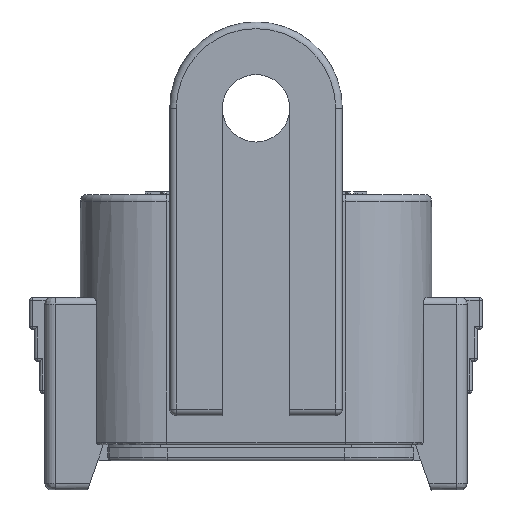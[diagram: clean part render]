
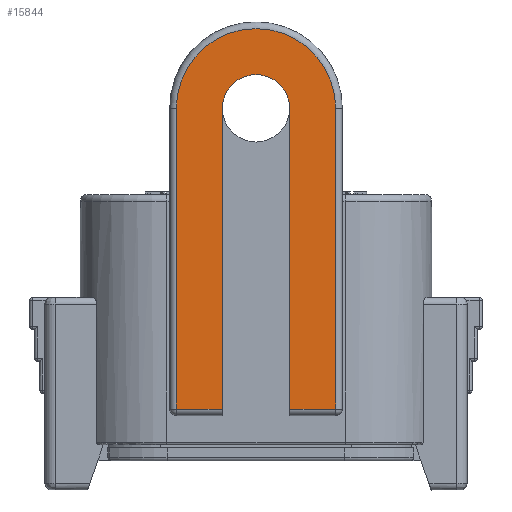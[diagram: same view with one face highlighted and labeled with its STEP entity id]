
A CAD part, left-side view. The second image highlights one B-rep face of the part: STEP entity #15844.
In plain terms, the highlighted planar face has unit normal (-1, 0, 0).
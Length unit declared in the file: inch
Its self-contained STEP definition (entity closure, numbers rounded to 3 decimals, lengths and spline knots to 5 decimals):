
#3086=DIRECTION('',(0.,0.,1.));
#3087=VECTOR('',#3086,0.89173);
#3088=CARTESIAN_POINT('',(-0.45728,-0.1,0.1063));
#3089=LINE('',#3088,#3087);
#3090=CARTESIAN_POINT('',(-0.45728,0.,0.99803));
#3091=DIRECTION('',(-1.,0.,0.));
#3092=DIRECTION('',(0.,-1.,0.));
#3093=AXIS2_PLACEMENT_3D('',#3090,#3091,#3092);
#3095=CARTESIAN_POINT('',(-0.45728,0.,0.99803));
#3096=DIRECTION('',(-1.,0.,0.));
#3097=DIRECTION('',(0.,0.,1.));
#3098=AXIS2_PLACEMENT_3D('',#3095,#3096,#3097);
#3100=DIRECTION('',(0.,0.,-1.));
#3101=VECTOR('',#3100,0.89173);
#3102=CARTESIAN_POINT('',(-0.45728,0.1,0.99803));
#3103=LINE('',#3102,#3101);
#3104=CARTESIAN_POINT('',(-0.45728,0.,0.99803));
#3105=DIRECTION('',(1.,0.,0.));
#3106=DIRECTION('',(0.,1.,0.));
#3107=AXIS2_PLACEMENT_3D('',#3104,#3105,#3106);
#3109=CARTESIAN_POINT('',(-0.45728,0.,0.99803));
#3110=DIRECTION('',(1.,0.,0.));
#3111=DIRECTION('',(0.,0.,1.));
#3112=AXIS2_PLACEMENT_3D('',#3109,#3110,#3111);
#3118=DIRECTION('',(0.,-1.,0.));
#3119=VECTOR('',#3118,0.13622);
#3120=CARTESIAN_POINT('',(-0.45728,0.23622,
0.1063));
#3121=LINE('',#3120,#3119);
#3153=DIRECTION('',(0.,0.,-1.));
#3154=VECTOR('',#3153,0.89173);
#3155=CARTESIAN_POINT('',(-0.45728,0.23622,
0.99803));
#3156=LINE('',#3155,#3154);
#3177=DIRECTION('',(0.,0.,1.));
#3178=VECTOR('',#3177,0.89173);
#3179=CARTESIAN_POINT('',(-0.45728,-0.23622,
0.1063));
#3180=LINE('',#3179,#3178);
#3200=DIRECTION('',(0.,-1.,0.));
#3201=VECTOR('',#3200,0.13622);
#3202=CARTESIAN_POINT('',(-0.45728,-0.1,0.1063));
#3203=LINE('',#3202,#3201);
#12127=CARTESIAN_POINT('',(-0.45728,0.1,0.1063));
#12128=VERTEX_POINT('',#12127);
#12129=CARTESIAN_POINT('',(-0.45728,0.1,0.99803));
#12130=VERTEX_POINT('',#12129);
#12857=CARTESIAN_POINT('',(-0.45728,-0.1,0.99803));
#12858=VERTEX_POINT('',#12857);
#12859=CARTESIAN_POINT('',(-0.45728,-0.1,0.1063));
#12860=VERTEX_POINT('',#12859);
#12865=CARTESIAN_POINT('',(-0.45728,0.,1.09803));
#12866=VERTEX_POINT('',#12865);
#12867=CARTESIAN_POINT('',(-0.45728,0.23622,
0.1063));
#12868=VERTEX_POINT('',#12867);
#12869=CARTESIAN_POINT('',(-0.45728,0.23622,
0.99803));
#12870=VERTEX_POINT('',#12869);
#12871=CARTESIAN_POINT('',(-0.45728,0.,1.23425));
#12872=VERTEX_POINT('',#12871);
#12873=CARTESIAN_POINT('',(-0.45728,-0.23622,
0.99803));
#12874=VERTEX_POINT('',#12873);
#12875=CARTESIAN_POINT('',(-0.45728,-0.23622,
0.1063));
#12876=VERTEX_POINT('',#12875);
#15821=CARTESIAN_POINT('',(-0.45728,0.,0.99803));
#15822=DIRECTION('',(-1.,0.,0.));
#15823=DIRECTION('',(0.,0.,1.));
#15824=AXIS2_PLACEMENT_3D('',#15821,#15822,#15823);
#15825=PLANE('',#15824);
#15826=ORIENTED_EDGE('',*,*,#15775,.T.);
#15827=ORIENTED_EDGE('',*,*,#15816,.T.);
#15828=ORIENTED_EDGE('',*,*,#15814,.T.);
#15829=ORIENTED_EDGE('',*,*,#15738,.T.);
#15831=ORIENTED_EDGE('',*,*,#15830,.F.);
#15833=ORIENTED_EDGE('',*,*,#15832,.F.);
#15835=ORIENTED_EDGE('',*,*,#15834,.T.);
#15837=ORIENTED_EDGE('',*,*,#15836,.T.);
#15839=ORIENTED_EDGE('',*,*,#15838,.F.);
#15841=ORIENTED_EDGE('',*,*,#15840,.F.);
#15842=EDGE_LOOP('',(#15826,#15827,#15828,#15829,#15831,#15833,#15835,#15837,
#15839,#15841));
#15843=FACE_OUTER_BOUND('',#15842,.F.);
#15844=ADVANCED_FACE('',(#15843),#15825,.T.);
#3094=CIRCLE('',#3093,0.1);
#3099=CIRCLE('',#3098,0.1);
#3108=CIRCLE('',#3107,0.23622);
#3113=CIRCLE('',#3112,0.23622);
#15738=EDGE_CURVE('',#12130,#12128,#3103,.T.);
#15775=EDGE_CURVE('',#12860,#12858,#3089,.T.);
#15814=EDGE_CURVE('',#12866,#12130,#3099,.T.);
#15816=EDGE_CURVE('',#12858,#12866,#3094,.T.);
#15830=EDGE_CURVE('',#12868,#12128,#3121,.T.);
#15832=EDGE_CURVE('',#12870,#12868,#3156,.T.);
#15834=EDGE_CURVE('',#12870,#12872,#3108,.T.);
#15836=EDGE_CURVE('',#12872,#12874,#3113,.T.);
#15838=EDGE_CURVE('',#12876,#12874,#3180,.T.);
#15840=EDGE_CURVE('',#12860,#12876,#3203,.T.);
